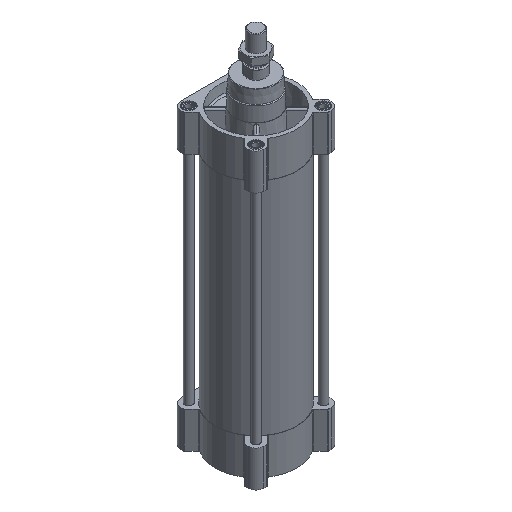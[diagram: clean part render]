
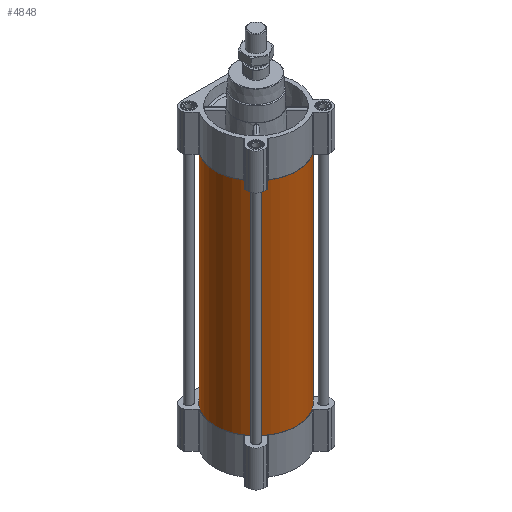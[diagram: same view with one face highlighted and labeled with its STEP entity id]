
A CAD part, isometric view. The second image highlights one B-rep face of the part: STEP entity #4848.
In plain terms, the highlighted cylindrical face has radius 53.5 mm (diameter 107 mm), a full revolution.
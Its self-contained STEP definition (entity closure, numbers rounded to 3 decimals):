
#930=CIRCLE('',#5324,53.5);
#935=CIRCLE('',#5334,53.5);
#1515=ORIENTED_EDGE('',*,*,#2764,.F.);
#1516=ORIENTED_EDGE('',*,*,#2759,.F.);
#2759=EDGE_CURVE('',#3388,#3388,#930,.T.);
#2764=EDGE_CURVE('',#3393,#3393,#935,.F.);
#3388=VERTEX_POINT('',#8275);
#3393=VERTEX_POINT('',#8290);
#3881=EDGE_LOOP('',(#1515));
#3882=EDGE_LOOP('',(#1516));
#4326=FACE_BOUND('',#3881,.T.);
#4327=FACE_BOUND('',#3882,.T.);
#4696=CYLINDRICAL_SURFACE('',#5333,53.5);
#4848=ADVANCED_FACE('',(#4326,#4327),#4696,.T.);
#5324=AXIS2_PLACEMENT_3D('',#8274,#6165,#6166);
#5333=AXIS2_PLACEMENT_3D('',#8288,#6183,#6184);
#5334=AXIS2_PLACEMENT_3D('',#8289,#6185,#6186);
#6165=DIRECTION('',(0.,0.,1.));
#6166=DIRECTION('',(1.,0.,0.));
#6183=DIRECTION('',(0.,0.,1.));
#6184=DIRECTION('',(1.,0.,0.));
#6185=DIRECTION('',(0.,0.,1.));
#6186=DIRECTION('',(1.,0.,0.));
#8274=CARTESIAN_POINT('',(0.,0.,-48.));
#8275=CARTESIAN_POINT('',(53.5,0.,-48.));
#8288=CARTESIAN_POINT('',(0.,0.,-340.));
#8289=CARTESIAN_POINT('',(0.,0.,-340.));
#8290=CARTESIAN_POINT('',(53.5,0.,-340.));
